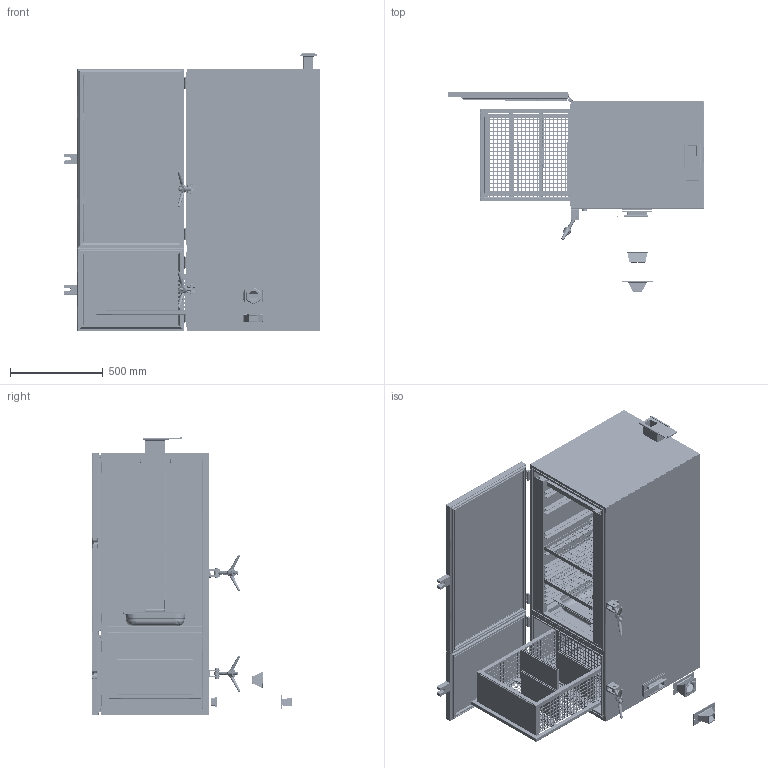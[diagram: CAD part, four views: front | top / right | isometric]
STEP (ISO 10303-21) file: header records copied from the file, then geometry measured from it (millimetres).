
FILE_DESCRIPTION(('FreeCAD Model'),'2;1');
FILE_NAME('Open CASCADE Shape Model','2025-05-04T03:49:06',('FreeCAD'),( 'FreeCAD'),'Open CASCADE STEP processor 7.6','FreeCAD','Unknown');
FILE_SCHEMA(('AUTOMOTIVE_DESIGN { 1 0 10303 214 1 1 1 1 }'));
Products named in the file (1): Open CASCADE STEP translator 7.6 1
Bounding box: 1383.14 x 1084.62 x 1505.41 mm (x, y, z)
Volume: 139830077.3 mm3; surface area: 39800826.5 mm2
Topology: 364 solids, 364 shells, 8708 faces, 23896 edges, 15799 vertices
Faces by surface type: bspline 8708
Entity records: 271375 total; most frequent: CARTESIAN_POINT 122356, ORIENTED_EDGE 47720, EDGE_CURVE 23860, B_SPLINE_CURVE_WITH_KNOTS 21596, VERTEX_POINT 15799, FACE_BOUND 11553, EDGE_LOOP 11553, ADVANCED_FACE 8708
